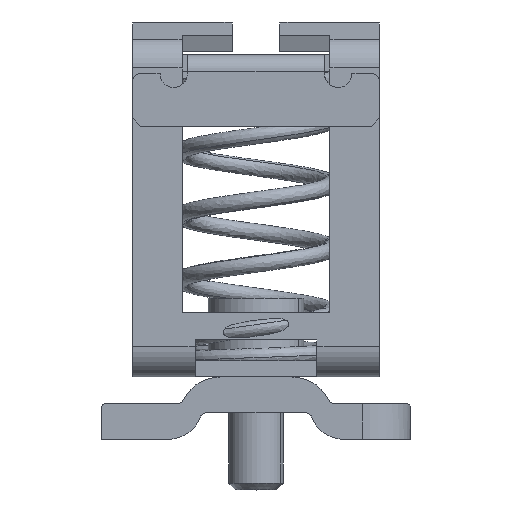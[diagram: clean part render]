
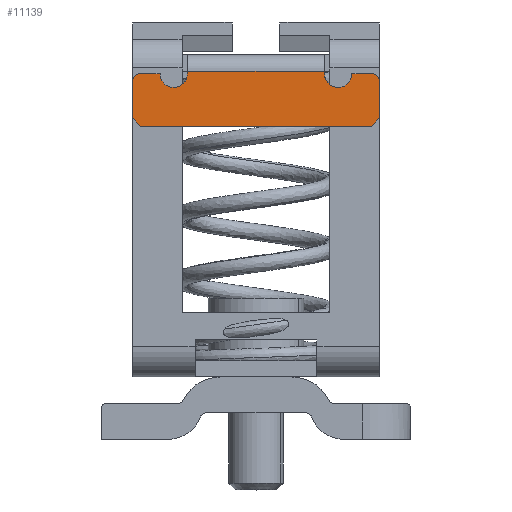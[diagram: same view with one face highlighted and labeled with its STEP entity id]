
A CAD part, left-side view. The second image highlights one B-rep face of the part: STEP entity #11139.
In plain terms, the highlighted planar face has unit normal (-1, 0, 0).
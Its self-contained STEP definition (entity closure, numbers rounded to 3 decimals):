
#10852=AXIS2_PLACEMENT_3D('Circle Axis2P3D',#10850,#10851,$) ;
#10888=AXIS2_PLACEMENT_3D('Circle Axis2P3D',#10886,#10887,$) ;
#11116=AXIS2_PLACEMENT_3D('Plane Axis2P3D',#11113,#11114,#11115) ;
#874=CARTESIAN_POINT('Vertex',(0.,2.25,29.881)) ;
#877=CARTESIAN_POINT('Line Origine',(0.,2.25,28.521)) ;
#881=CARTESIAN_POINT('Vertex',(0.,2.25,27.161)) ;
#2068=CARTESIAN_POINT('Vertex',(0.,20.25,27.161)) ;
#2071=CARTESIAN_POINT('Line Origine',(0.,20.25,28.521)) ;
#2075=CARTESIAN_POINT('Vertex',(0.,20.25,29.881)) ;
#9624=CARTESIAN_POINT('Vertex',(0.,6.25,30.381)) ;
#9628=CARTESIAN_POINT('Control Point',(0.,6.25,30.381)) ;
#9629=CARTESIAN_POINT('Control Point',(0.,6.25,30.067)) ;
#9630=CARTESIAN_POINT('Control Point',(0.,6.127,29.753)) ;
#9631=CARTESIAN_POINT('Control Point',(0.,5.878,29.504)) ;
#9632=CARTESIAN_POINT('Control Point',(0.,5.25,29.257)) ;
#9633=CARTESIAN_POINT('Control Point',(0.,4.622,29.504)) ;
#9634=CARTESIAN_POINT('Control Point',(0.,4.373,29.753)) ;
#9635=CARTESIAN_POINT('Control Point',(0.,4.25,30.067)) ;
#9636=CARTESIAN_POINT('Control Point',(0.,4.25,30.381)) ;
#9637=CARTESIAN_POINT('Vertex',(0.,4.25,30.381)) ;
#9664=CARTESIAN_POINT('Vertex',(0.,6.25,30.559)) ;
#9667=CARTESIAN_POINT('Line Origine',(0.,6.25,30.47)) ;
#9799=CARTESIAN_POINT('Vertex',(0.,16.25,30.381)) ;
#9802=CARTESIAN_POINT('Line Origine',(0.,16.25,30.47)) ;
#9806=CARTESIAN_POINT('Vertex',(0.,16.25,30.559)) ;
#9839=CARTESIAN_POINT('Vertex',(0.,18.25,30.381)) ;
#9843=CARTESIAN_POINT('Control Point',(0.,18.25,30.381)) ;
#9844=CARTESIAN_POINT('Control Point',(0.,18.25,30.067)) ;
#9845=CARTESIAN_POINT('Control Point',(0.,18.127,29.753)) ;
#9846=CARTESIAN_POINT('Control Point',(0.,17.878,29.504)) ;
#9847=CARTESIAN_POINT('Control Point',(0.,17.25,29.257)) ;
#9848=CARTESIAN_POINT('Control Point',(0.,16.622,29.504)) ;
#9849=CARTESIAN_POINT('Control Point',(0.,16.373,29.753)) ;
#9850=CARTESIAN_POINT('Control Point',(0.,16.25,30.067)) ;
#9851=CARTESIAN_POINT('Control Point',(0.,16.25,30.381)) ;
#9871=CARTESIAN_POINT('Line Origine',(0.,11.25,30.559)) ;
#10830=CARTESIAN_POINT('Vertex',(0.,2.75,30.381)) ;
#10833=CARTESIAN_POINT('Line Origine',(0.,3.5,30.381)) ;
#10850=CARTESIAN_POINT('Axis2P3D Location',(0.,2.75,29.881)) ;
#10866=CARTESIAN_POINT('Vertex',(0.,19.75,30.381)) ;
#10869=CARTESIAN_POINT('Line Origine',(0.,19.,30.381)) ;
#10886=CARTESIAN_POINT('Axis2P3D Location',(0.,19.75,29.881)) ;
#11034=CARTESIAN_POINT('Line Origine',(0.,2.55,26.861)) ;
#11038=CARTESIAN_POINT('Vertex',(0.,2.85,26.561)) ;
#11063=CARTESIAN_POINT('Line Origine',(0.,11.25,26.561)) ;
#11067=CARTESIAN_POINT('Vertex',(0.,19.65,26.561)) ;
#11113=CARTESIAN_POINT('Axis2P3D Location',(0.,11.25,30.561)) ;
#11118=CARTESIAN_POINT('Line Origine',(0.,19.95,26.861)) ;
#878=DIRECTION('Vector Direction',(0.,0.,1.)) ;
#2072=DIRECTION('Vector Direction',(0.,0.,-1.)) ;
#9668=DIRECTION('Vector Direction',(0.,0.,-1.)) ;
#9803=DIRECTION('Vector Direction',(0.,0.,-1.)) ;
#9872=DIRECTION('Vector Direction',(0.,1.,0.)) ;
#10834=DIRECTION('Vector Direction',(0.,-1.,0.)) ;
#10851=DIRECTION('Axis2P3D Direction',(1.,0.,0.)) ;
#10870=DIRECTION('Vector Direction',(0.,1.,0.)) ;
#10887=DIRECTION('Axis2P3D Direction',(-1.,0.,0.)) ;
#11035=DIRECTION('Vector Direction',(0.,-0.707,0.707)) ;
#11064=DIRECTION('Vector Direction',(0.,-1.,0.)) ;
#11114=DIRECTION('Axis2P3D Direction',(-1.,0.,0.)) ;
#11115=DIRECTION('Axis2P3D XDirection',(0.,1.,0.)) ;
#11119=DIRECTION('Vector Direction',(0.,0.707,0.707)) ;
#879=VECTOR('Line Direction',#878,1.) ;
#2073=VECTOR('Line Direction',#2072,1.) ;
#9669=VECTOR('Line Direction',#9668,1.) ;
#9804=VECTOR('Line Direction',#9803,1.) ;
#9873=VECTOR('Line Direction',#9872,1.) ;
#10835=VECTOR('Line Direction',#10834,1.) ;
#10871=VECTOR('Line Direction',#10870,1.) ;
#11036=VECTOR('Line Direction',#11035,1.) ;
#11065=VECTOR('Line Direction',#11064,1.) ;
#11120=VECTOR('Line Direction',#11119,1.) ;
#11124=ORIENTED_EDGE('',*,*,#11069,.T.) ;
#11125=ORIENTED_EDGE('',*,*,#11040,.F.) ;
#11126=ORIENTED_EDGE('',*,*,#883,.T.) ;
#11127=ORIENTED_EDGE('',*,*,#10854,.F.) ;
#11128=ORIENTED_EDGE('',*,*,#10837,.T.) ;
#11129=ORIENTED_EDGE('',*,*,#9639,.T.) ;
#11130=ORIENTED_EDGE('',*,*,#9671,.T.) ;
#11131=ORIENTED_EDGE('',*,*,#9875,.T.) ;
#11132=ORIENTED_EDGE('',*,*,#9808,.F.) ;
#11133=ORIENTED_EDGE('',*,*,#9852,.F.) ;
#11134=ORIENTED_EDGE('',*,*,#10873,.F.) ;
#11135=ORIENTED_EDGE('',*,*,#10890,.F.) ;
#11136=ORIENTED_EDGE('',*,*,#2077,.T.) ;
#11137=ORIENTED_EDGE('',*,*,#11122,.F.) ;
#11139=ADVANCED_FACE('Brep With Voids',(#11138),#11117,.T.) ;
#9627=B_SPLINE_CURVE_WITH_KNOTS('',5,(#9628,#9629,#9630,#9631,#9632,#9633,#9634,#9635,#9636),.UNSPECIFIED.,.F.,.U.,(6,3,6),(-1.571,0.,1.571),.UNSPECIFIED.) ;
#9842=B_SPLINE_CURVE_WITH_KNOTS('',5,(#9843,#9844,#9845,#9846,#9847,#9848,#9849,#9850,#9851),.UNSPECIFIED.,.F.,.U.,(6,3,6),(-1.571,0.,1.571),.UNSPECIFIED.) ;
#10853=CIRCLE('generated circle',#10852,0.5) ;
#10889=CIRCLE('generated circle',#10888,0.5) ;
#883=EDGE_CURVE('',#882,#875,#880,.T.) ;
#2077=EDGE_CURVE('',#2076,#2069,#2074,.T.) ;
#9639=EDGE_CURVE('',#9638,#9625,#9627,.F.) ;
#9671=EDGE_CURVE('',#9625,#9665,#9670,.F.) ;
#9808=EDGE_CURVE('',#9800,#9807,#9805,.F.) ;
#9852=EDGE_CURVE('',#9840,#9800,#9842,.T.) ;
#9875=EDGE_CURVE('',#9665,#9807,#9874,.T.) ;
#10837=EDGE_CURVE('',#10831,#9638,#10836,.F.) ;
#10854=EDGE_CURVE('',#10831,#875,#10853,.T.) ;
#10873=EDGE_CURVE('',#10867,#9840,#10872,.F.) ;
#10890=EDGE_CURVE('',#2076,#10867,#10889,.F.) ;
#11040=EDGE_CURVE('',#882,#11039,#11037,.F.) ;
#11069=EDGE_CURVE('',#11068,#11039,#11066,.T.) ;
#11122=EDGE_CURVE('',#11068,#2069,#11121,.T.) ;
#11123=EDGE_LOOP('',(#11124,#11125,#11126,#11127,#11128,#11129,#11130,#11131,#11132,#11133,#11134,#11135,#11136,#11137)) ;
#11138=FACE_OUTER_BOUND('',#11123,.T.) ;
#880=LINE('Line',#877,#879) ;
#2074=LINE('Line',#2071,#2073) ;
#9670=LINE('Line',#9667,#9669) ;
#9805=LINE('Line',#9802,#9804) ;
#9874=LINE('Line',#9871,#9873) ;
#10836=LINE('Line',#10833,#10835) ;
#10872=LINE('Line',#10869,#10871) ;
#11037=LINE('Line',#11034,#11036) ;
#11066=LINE('Line',#11063,#11065) ;
#11121=LINE('Line',#11118,#11120) ;
#11117=PLANE('',#11116) ;
#875=VERTEX_POINT('',#874) ;
#882=VERTEX_POINT('',#881) ;
#2069=VERTEX_POINT('',#2068) ;
#2076=VERTEX_POINT('',#2075) ;
#9625=VERTEX_POINT('',#9624) ;
#9638=VERTEX_POINT('',#9637) ;
#9665=VERTEX_POINT('',#9664) ;
#9800=VERTEX_POINT('',#9799) ;
#9807=VERTEX_POINT('',#9806) ;
#9840=VERTEX_POINT('',#9839) ;
#10831=VERTEX_POINT('',#10830) ;
#10867=VERTEX_POINT('',#10866) ;
#11039=VERTEX_POINT('',#11038) ;
#11068=VERTEX_POINT('',#11067) ;
